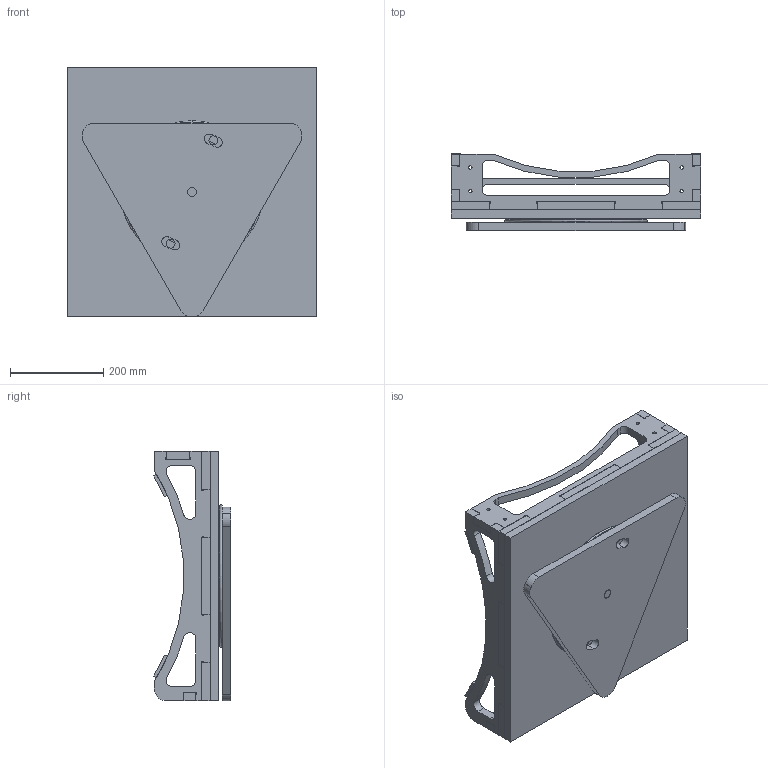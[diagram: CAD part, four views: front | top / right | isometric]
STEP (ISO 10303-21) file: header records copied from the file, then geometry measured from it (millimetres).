
FILE_DESCRIPTION(/* description */ (''),/* implementation_level */ '2;1');
FILE_NAME(/* name */ 'SimpleBase.step',/* time_stamp */ '2018-07-01T00:58:02-03:00',/* author */ (''),/* organization */ (''),/* preprocessor_version */ 'ST-DEVELOPER v17',/* originating_system */ 'Autodesk Translation Framework v7.1.0.215',/* authorisation */ '');
FILE_SCHEMA (('AUTOMOTIVE_DESIGN { 1 0 10303 214 3 1 1 }'));
Length unit declared in the file: inch
Products named in the file (10): Simple Base; Center Axis; 1797K2 (1); RockerBox v14 (1); Box Panel Bottom (1); Box Panel Top (1); Front Panel (1); Back Panel (1); Side Panels (1); Teflon pad (1)
Assembly tree (9 placements, depth 4):
  Simple Base
    Center Axis
    1797K2 (1)
    RockerBox v14 (1)
      Box Panel Bottom (1)
      Box Panel Top (1)
      Front Panel (1)
      Back Panel (1)
      Side Panels (1)
        Teflon pad (1)
Bounding box: 536.58 x 165.66 x 536.68 mm (x, y, z)
Volume: 6792497.1 mm3; surface area: 1825847 mm2
Topology: 15 solids, 15 shells, 470 faces, 1302 edges, 884 vertices
Faces by surface type: plane 249, cylinder 187, torus 28, cone 6
Full cylindrical faces by diameter (mm): 3.302 x4, 5.156 x8, 7.137 x8, 7.144 x4, 12.7 x4, 15.875 x2, 19.05 x5, 32.258 x2, 38.1 x2, 160.782 x2, 229.794 x1, 457.2 x2
Entity records: 15740 total; most frequent: DIRECTION 2808, CARTESIAN_POINT 2676, ORIENTED_EDGE 2604, EDGE_CURVE 1302, AXIS2_PLACEMENT_3D 1016, VERTEX_POINT 884, LINE 776, VECTOR 776
